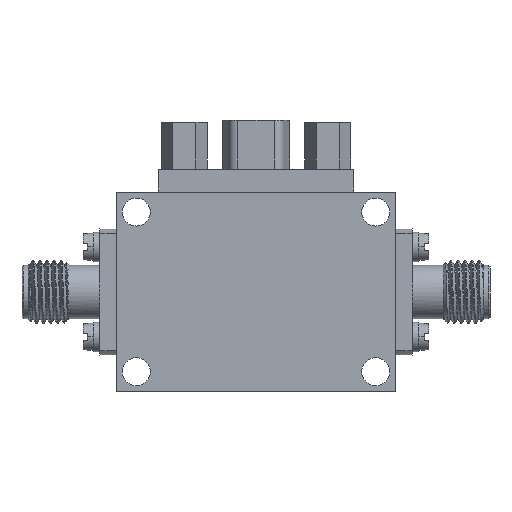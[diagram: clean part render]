
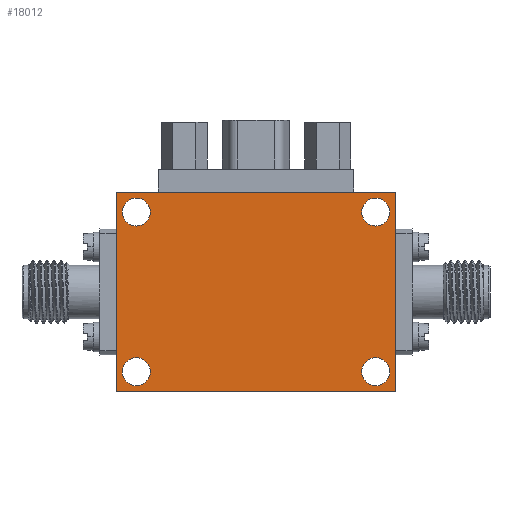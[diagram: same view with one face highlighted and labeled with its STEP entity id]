
A CAD part, front view. The second image highlights one B-rep face of the part: STEP entity #18012.
In plain terms, the highlighted planar face has unit normal (0, -1, 0).
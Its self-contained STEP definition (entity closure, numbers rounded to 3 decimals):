
#656 = CIRCLE ( 'NONE', #5948, 1.4 ) ;
#863 = CARTESIAN_POINT ( 'NONE',  ( -12., 0., 8. ) ) ;
#1163 = DIRECTION ( 'NONE',  ( 0., 1., 0. ) ) ;
#1279 = AXIS2_PLACEMENT_3D ( 'NONE', #16228, #25734, #16683 ) ;
#1330 = DIRECTION ( 'NONE',  ( 0., 0., 1. ) ) ;
#1332 = CARTESIAN_POINT ( 'NONE',  ( 12., 0., 8. ) ) ;
#1461 = EDGE_CURVE ( 'NONE', #24039, #4872, #3594, .T. ) ;
#1737 = EDGE_CURVE ( 'NONE', #23981, #29053, #25971, .T. ) ;
#1755 = FACE_BOUND ( 'NONE', #13181, .T. ) ;
#2478 = CARTESIAN_POINT ( 'NONE',  ( 12., 0., -8. ) ) ;
#2622 = ORIENTED_EDGE ( 'NONE', *, *, #23108, .T. ) ;
#2663 = CARTESIAN_POINT ( 'NONE',  ( 12., 0., -8. ) ) ;
#2712 = CARTESIAN_POINT ( 'NONE',  ( 12., 0., 6.6 ) ) ;
#2881 = EDGE_LOOP ( 'NONE', ( #16783, #17356, #18657, #18973 ) ) ;
#3170 = LINE ( 'NONE', #19290, #21965 ) ;
#3213 = VERTEX_POINT ( 'NONE', #14824 ) ;
#3594 = LINE ( 'NONE', #21662, #24958 ) ;
#3728 = CARTESIAN_POINT ( 'NONE',  ( 0., 0., 0. ) ) ;
#4252 = ORIENTED_EDGE ( 'NONE', *, *, #1737, .T. ) ;
#4302 = EDGE_CURVE ( 'NONE', #19615, #24039, #11663, .T. ) ;
#4469 = AXIS2_PLACEMENT_3D ( 'NONE', #23915, #1163, #10352 ) ;
#4527 = CIRCLE ( 'NONE', #23772, 1.4 ) ;
#4749 = ORIENTED_EDGE ( 'NONE', *, *, #18630, .T. ) ;
#4872 = VERTEX_POINT ( 'NONE', #12934 ) ;
#5241 = DIRECTION ( 'NONE',  ( 0., 0., 1. ) ) ;
#5420 = AXIS2_PLACEMENT_3D ( 'NONE', #2478, #15904, #20863 ) ;
#5765 = CARTESIAN_POINT ( 'NONE',  ( 12., 0., 9.4 ) ) ;
#5903 = CIRCLE ( 'NONE', #5420, 1.4 ) ;
#5948 = AXIS2_PLACEMENT_3D ( 'NONE', #21528, #17004, #1330 ) ;
#6261 = EDGE_LOOP ( 'NONE', ( #4749, #2622 ) ) ;
#7588 = EDGE_CURVE ( 'NONE', #20289, #12964, #22435, .T. ) ;
#7975 = DIRECTION ( 'NONE',  ( 0., 0., 1. ) ) ;
#8082 = VERTEX_POINT ( 'NONE', #5765 ) ;
#8371 = VERTEX_POINT ( 'NONE', #2712 ) ;
#8687 = FACE_OUTER_BOUND ( 'NONE', #2881, .T. ) ;
#9435 = EDGE_CURVE ( 'NONE', #13070, #4872, #3170, .T. ) ;
#9870 = VECTOR ( 'NONE', #29759, 1000. ) ;
#10199 = DIRECTION ( 'NONE',  ( 0., 1., 0. ) ) ;
#10245 = DIRECTION ( 'NONE',  ( 1., 0., 0. ) ) ;
#10352 = DIRECTION ( 'NONE',  ( 0., 0., 1. ) ) ;
#10356 = DIRECTION ( 'NONE',  ( 0., 0., 1. ) ) ;
#10718 = DIRECTION ( 'NONE',  ( 0., 0., 1. ) ) ;
#11663 = LINE ( 'NONE', #25096, #9870 ) ;
#11954 = ORIENTED_EDGE ( 'NONE', *, *, #7588, .T. ) ;
#12934 = CARTESIAN_POINT ( 'NONE',  ( 14., 0., 10. ) ) ;
#12964 = VERTEX_POINT ( 'NONE', #22514 ) ;
#13070 = VERTEX_POINT ( 'NONE', #27922 ) ;
#13181 = EDGE_LOOP ( 'NONE', ( #15623, #11954 ) ) ;
#13716 = DIRECTION ( 'NONE',  ( 0., 0., 1. ) ) ;
#14754 = CIRCLE ( 'NONE', #1279, 1.4 ) ;
#14769 = CARTESIAN_POINT ( 'NONE',  ( 14., 0., -10. ) ) ;
#14824 = CARTESIAN_POINT ( 'NONE',  ( -12., 0., 6.6 ) ) ;
#15019 = FACE_BOUND ( 'NONE', #28747, .T. ) ;
#15334 = DIRECTION ( 'NONE',  ( 0., 1., 0. ) ) ;
#15623 = ORIENTED_EDGE ( 'NONE', *, *, #18127, .T. ) ;
#15686 = CIRCLE ( 'NONE', #18571, 1.4 ) ;
#15838 = AXIS2_PLACEMENT_3D ( 'NONE', #21879, #17641, #10718 ) ;
#15904 = DIRECTION ( 'NONE',  ( 0., 1., 0. ) ) ;
#16119 = ORIENTED_EDGE ( 'NONE', *, *, #26080, .T. ) ;
#16228 = CARTESIAN_POINT ( 'NONE',  ( -12., 0., -8. ) ) ;
#16574 = CARTESIAN_POINT ( 'NONE',  ( -14., 0., -10. ) ) ;
#16683 = DIRECTION ( 'NONE',  ( 0., 0., 1. ) ) ;
#16783 = ORIENTED_EDGE ( 'NONE', *, *, #4302, .T. ) ;
#17004 = DIRECTION ( 'NONE',  ( 0., 1., 0. ) ) ;
#17356 = ORIENTED_EDGE ( 'NONE', *, *, #1461, .T. ) ;
#17641 = DIRECTION ( 'NONE',  ( 0., 1., 0. ) ) ;
#17857 = DIRECTION ( 'NONE',  ( 0., -1., 0. ) ) ;
#18012 = ADVANCED_FACE ( 'NONE', ( #15019, #24356, #1755, #20124, #8687 ), #26767, .T. ) ;
#18127 = EDGE_CURVE ( 'NONE', #12964, #20289, #5903, .T. ) ;
#18154 = VERTEX_POINT ( 'NONE', #27051 ) ;
#18571 = AXIS2_PLACEMENT_3D ( 'NONE', #1332, #15334, #7975 ) ;
#18630 = EDGE_CURVE ( 'NONE', #8082, #8371, #23212, .T. ) ;
#18657 = ORIENTED_EDGE ( 'NONE', *, *, #9435, .F. ) ;
#18973 = ORIENTED_EDGE ( 'NONE', *, *, #22108, .F. ) ;
#19094 = DIRECTION ( 'NONE',  ( 0., 1., 0. ) ) ;
#19290 = CARTESIAN_POINT ( 'NONE',  ( -14., 0., 10. ) ) ;
#19615 = VERTEX_POINT ( 'NONE', #28537 ) ;
#20124 = FACE_BOUND ( 'NONE', #6261, .T. ) ;
#20289 = VERTEX_POINT ( 'NONE', #21306 ) ;
#20298 = AXIS2_PLACEMENT_3D ( 'NONE', #3728, #17857, #21799 ) ;
#20863 = DIRECTION ( 'NONE',  ( 0., 0., 1. ) ) ;
#21306 = CARTESIAN_POINT ( 'NONE',  ( 12., 0., -9.4 ) ) ;
#21350 = CARTESIAN_POINT ( 'NONE',  ( -12., 0., -6.6 ) ) ;
#21433 = VECTOR ( 'NONE', #13716, 1000. ) ;
#21528 = CARTESIAN_POINT ( 'NONE',  ( -12., 0., 8. ) ) ;
#21534 = CARTESIAN_POINT ( 'NONE',  ( -12., 0., -9.4 ) ) ;
#21662 = CARTESIAN_POINT ( 'NONE',  ( 14., 0., -10. ) ) ;
#21799 = DIRECTION ( 'NONE',  ( 0., 0., -1. ) ) ;
#21879 = CARTESIAN_POINT ( 'NONE',  ( -12., 0., -8. ) ) ;
#21965 = VECTOR ( 'NONE', #10245, 1000. ) ;
#22108 = EDGE_CURVE ( 'NONE', #19615, #13070, #27570, .T. ) ;
#22435 = CIRCLE ( 'NONE', #26301, 1.4 ) ;
#22514 = CARTESIAN_POINT ( 'NONE',  ( 12., 0., -6.6 ) ) ;
#23108 = EDGE_CURVE ( 'NONE', #8371, #8082, #15686, .T. ) ;
#23212 = CIRCLE ( 'NONE', #4469, 1.4 ) ;
#23363 = EDGE_CURVE ( 'NONE', #29053, #23981, #14754, .T. ) ;
#23772 = AXIS2_PLACEMENT_3D ( 'NONE', #863, #10199, #28880 ) ;
#23915 = CARTESIAN_POINT ( 'NONE',  ( 12., 0., 8. ) ) ;
#23981 = VERTEX_POINT ( 'NONE', #21534 ) ;
#24039 = VERTEX_POINT ( 'NONE', #14769 ) ;
#24356 = FACE_BOUND ( 'NONE', #28203, .T. ) ;
#24958 = VECTOR ( 'NONE', #10356, 1000. ) ;
#25096 = CARTESIAN_POINT ( 'NONE',  ( -14., 0., -10. ) ) ;
#25734 = DIRECTION ( 'NONE',  ( 0., 1., 0. ) ) ;
#25971 = CIRCLE ( 'NONE', #15838, 1.4 ) ;
#26080 = EDGE_CURVE ( 'NONE', #18154, #3213, #656, .T. ) ;
#26301 = AXIS2_PLACEMENT_3D ( 'NONE', #2663, #19094, #5241 ) ;
#26767 = PLANE ( 'NONE',  #20298 ) ;
#27051 = CARTESIAN_POINT ( 'NONE',  ( -12., 0., 9.4 ) ) ;
#27314 = EDGE_CURVE ( 'NONE', #3213, #18154, #4527, .T. ) ;
#27570 = LINE ( 'NONE', #16574, #21433 ) ;
#27922 = CARTESIAN_POINT ( 'NONE',  ( -14., 0., 10. ) ) ;
#28203 = EDGE_LOOP ( 'NONE', ( #28305, #4252 ) ) ;
#28280 = ORIENTED_EDGE ( 'NONE', *, *, #27314, .T. ) ;
#28305 = ORIENTED_EDGE ( 'NONE', *, *, #23363, .T. ) ;
#28537 = CARTESIAN_POINT ( 'NONE',  ( -14., 0., -10. ) ) ;
#28747 = EDGE_LOOP ( 'NONE', ( #16119, #28280 ) ) ;
#28880 = DIRECTION ( 'NONE',  ( 0., 0., 1. ) ) ;
#29053 = VERTEX_POINT ( 'NONE', #21350 ) ;
#29759 = DIRECTION ( 'NONE',  ( 1., 0., 0. ) ) ;
